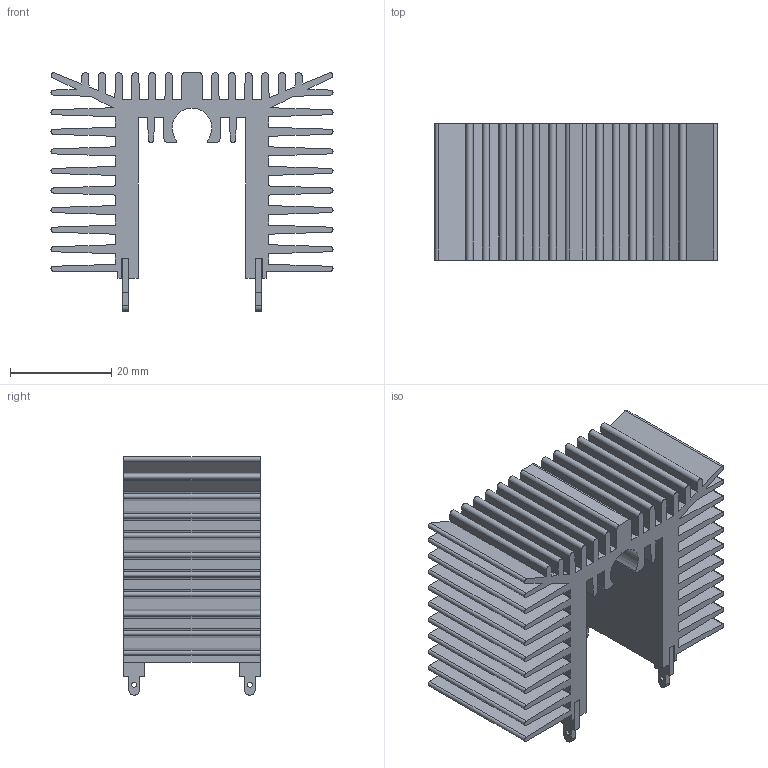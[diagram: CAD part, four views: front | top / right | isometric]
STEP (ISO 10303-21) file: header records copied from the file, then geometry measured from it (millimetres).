
FILE_DESCRIPTION(('FreeCAD Model'),'2;1');
FILE_NAME('Open CASCADE Shape Model','2024-12-28T08:59:15',(''),(''), 'Open CASCADE STEP processor 7.6','FreeCAD','Unknown');
FILE_SCHEMA(('AUTOMOTIVE_DESIGN { 1 0 10303 214 1 1 1 1 }'));
Length unit declared in the file: millimetre
Products named in the file (3): MA_301_27E; Fusion; Compound
Assembly tree (2 placements, depth 2):
  MA_301_27E
    Fusion
    Compound
Bounding box: 55.8 x 27 x 47.2 mm (x, y, z)
Volume: 23705.3 mm3; surface area: 25916 mm2
Topology: 5 solids, 5 shells, 240 faces, 700 edges, 470 vertices
Faces by surface type: plane 189, cylinder 51
Full cylindrical faces by diameter (mm): 1 x4
Entity records: 8000 total; most frequent: CARTESIAN_POINT 1413, ORIENTED_EDGE 1400, DIRECTION 1298, EDGE_CURVE 700, LINE 588, VECTOR 588, VERTEX_POINT 470, AXIS2_PLACEMENT_3D 355
